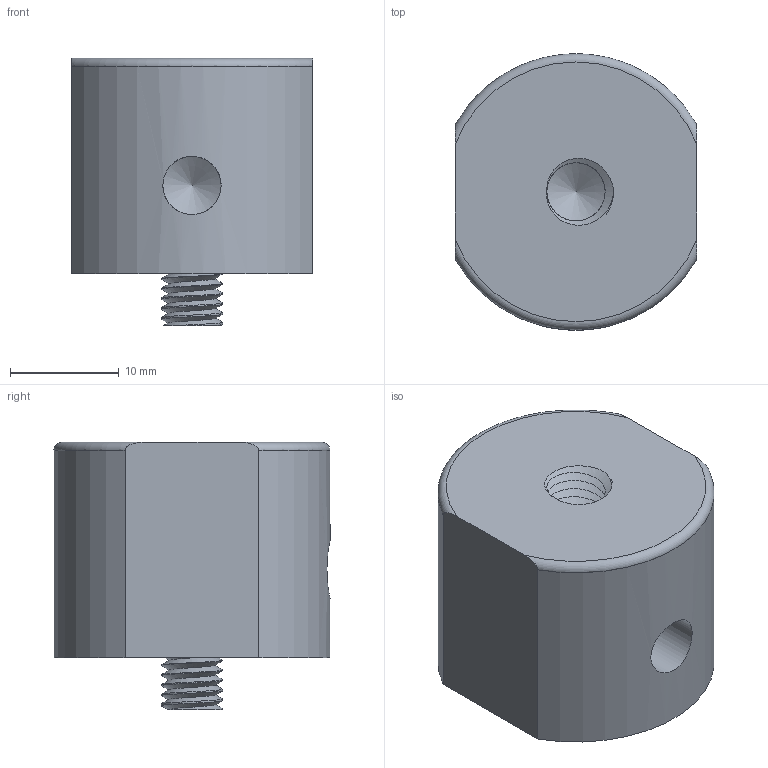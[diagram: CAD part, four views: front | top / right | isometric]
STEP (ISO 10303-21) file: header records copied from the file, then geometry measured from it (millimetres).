
FILE_DESCRIPTION(/* description */ (''),/* implementation_level */ '2;1');
FILE_NAME(/* name */ 'MH134-3C.stp',/* time_stamp */ '2026-02-02T13:51:46-05:00',/* author */ ('cthayer'),/* organization */ ('CONNECTION TECHNOLOGY CENTER'),/* preprocessor_version */ 'ST-DEVELOPER v20',/* originating_system */ 'Autodesk Inventor 2025',/* authorisation */ '');
FILE_SCHEMA (('AUTOMOTIVE_DESIGN { 1 0 10303 214 3 1 1 }'));
Length unit declared in the file: inch
Products named in the file (1): MHP10214
Bounding box: 22.23 x 25.39 x 24.57 mm (x, y, z)
Volume: 8915.9 mm3; surface area: 3277.6 mm2
Topology: 1 solids, 1 shells, 27 faces, 68 edges, 44 vertices
Faces by surface type: cylinder 11, plane 7, bspline 5, cone 2, torus 2
Full cylindrical faces by diameter (mm): 3.175 x1, 5.359 x2, 5.664 x2
Entity records: 3716 total; most frequent: CARTESIAN_POINT 3093, ORIENTED_EDGE 132, DIRECTION 91, EDGE_CURVE 66, VERTEX_POINT 44, AXIS2_PLACEMENT_3D 34, EDGE_LOOP 32, B_SPLINE_CURVE_WITH_KNOTS 32
